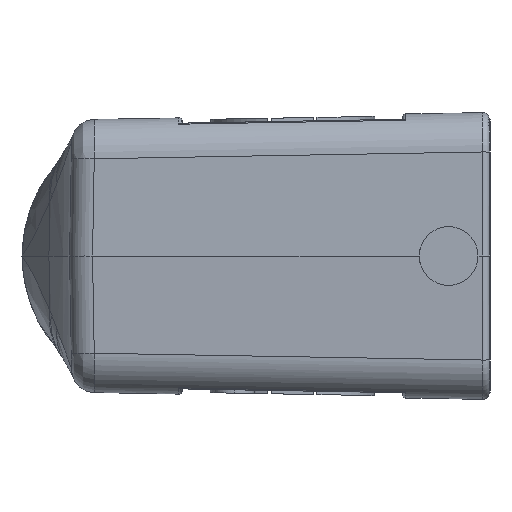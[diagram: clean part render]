
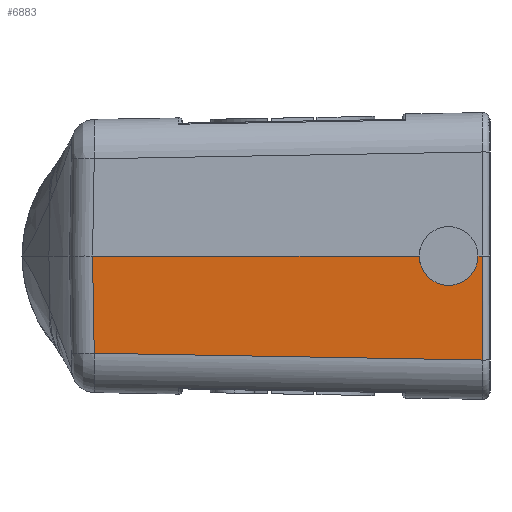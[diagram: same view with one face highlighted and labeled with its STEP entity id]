
A CAD part, left-side view. The second image highlights one B-rep face of the part: STEP entity #6883.
In plain terms, the highlighted planar face has unit normal (-1, 0.018, -0.017).
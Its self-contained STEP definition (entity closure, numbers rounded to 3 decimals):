
#85=CARTESIAN_POINT('',(-46.567,80.5,0.));
#86=CARTESIAN_POINT('',(-46.561,80.5,-0.337));
#87=CARTESIAN_POINT('',(-46.551,80.425,-0.99));
#88=CARTESIAN_POINT('',(-46.54,80.095,-1.931));
#89=CARTESIAN_POINT('',(-46.535,79.568,-2.768));
#90=CARTESIAN_POINT('',(-46.535,78.868,-3.468));
#91=CARTESIAN_POINT('',(-46.54,78.031,-3.995));
#92=CARTESIAN_POINT('',(-46.551,77.09,-4.325));
#93=CARTESIAN_POINT('',(-46.561,76.437,-4.4));
#94=CARTESIAN_POINT('',(-46.567,76.1,-4.4));
#96=CARTESIAN_POINT('',(-46.567,76.1,-4.4));
#97=CARTESIAN_POINT('',(-46.573,75.763,-4.4));
#98=CARTESIAN_POINT('',(-46.585,75.109,-4.325));
#99=CARTESIAN_POINT('',(-46.607,74.169,-3.995));
#100=CARTESIAN_POINT('',(-46.631,73.332,-3.468));
#101=CARTESIAN_POINT('',(-46.656,72.632,-2.768));
#102=CARTESIAN_POINT('',(-46.68,72.105,-1.931));
#103=CARTESIAN_POINT('',(-46.702,71.775,
-0.991));
#104=CARTESIAN_POINT('',(-46.714,71.7,
-0.337));
#105=CARTESIAN_POINT('',(-46.72,71.7,0.));
#107=DIRECTION('',(-0.017,-1.,0.));
#108=VECTOR('',#107,0.683);
#109=CARTESIAN_POINT('',(-46.72,71.7,0.));
#110=LINE('',#109,#108);
#111=DIRECTION('',(0.017,1.,0.017));
#112=VECTOR('',#111,58.207);
#113=CARTESIAN_POINT('',(-46.46,71.017,-15.588));
#114=LINE('',#113,#112);
#115=DIRECTION('',(-0.017,0.017,1.));
#116=VECTOR('',#115,14.577);
#117=CARTESIAN_POINT('',(-45.462,129.207,-14.572));
#118=LINE('',#117,#116);
#119=DIRECTION('',(-0.017,-1.,0.));
#120=VECTOR('',#119,48.969);
#121=CARTESIAN_POINT('',(-45.712,129.462,
0.));
#122=LINE('',#121,#120);
#870=DIRECTION('',(-0.017,0.,1.));
#871=VECTOR('',#870,15.59);
#872=CARTESIAN_POINT('',(-46.46,71.017,-15.588));
#873=LINE('',#872,#871);
#5559=CARTESIAN_POINT('',(-45.462,129.207,
-14.572));
#5560=CARTESIAN_POINT('',(-45.712,129.462,
0.));
#5561=VERTEX_POINT('',#5559);
#5562=VERTEX_POINT('',#5560);
#5563=VERTEX_POINT('',#85);
#5564=VERTEX_POINT('',#94);
#5565=VERTEX_POINT('',#105);
#5566=CARTESIAN_POINT('',(-46.732,71.017,
0.));
#5567=VERTEX_POINT('',#5566);
#5568=CARTESIAN_POINT('',(-46.46,71.017,
-15.588));
#5569=VERTEX_POINT('',#5568);
#6863=CARTESIAN_POINT('',(-46.792,70.,2.412));
#6864=DIRECTION('',(-1.,0.017,-0.017));
#6865=DIRECTION('',(-0.017,0.,1.));
#6866=AXIS2_PLACEMENT_3D('',#6863,#6864,#6865);
#6867=PLANE('',#6866);
#6869=ORIENTED_EDGE('',*,*,#6868,.T.);
#6871=ORIENTED_EDGE('',*,*,#6870,.T.);
#6873=ORIENTED_EDGE('',*,*,#6872,.T.);
#6875=ORIENTED_EDGE('',*,*,#6874,.F.);
#6877=ORIENTED_EDGE('',*,*,#6876,.T.);
#6878=ORIENTED_EDGE('',*,*,#6853,.T.);
#6880=ORIENTED_EDGE('',*,*,#6879,.T.);
#6881=EDGE_LOOP('',(#6869,#6871,#6873,#6875,#6877,#6878,#6880));
#6882=FACE_OUTER_BOUND('',#6881,.F.);
#95=B_SPLINE_CURVE_WITH_KNOTS('',3,(#85,#86,#87,#88,#89,#90,#91,#92,#93,#94),
.UNSPECIFIED.,.F.,.F.,(4,1,1,1,1,1,1,4),(0.,0.143,
0.286,0.429,0.571,0.714,
0.857,1.),.UNSPECIFIED.);
#106=B_SPLINE_CURVE_WITH_KNOTS('',3,(#96,#97,#98,#99,#100,#101,#102,#103,#104,
#105),.UNSPECIFIED.,.F.,.F.,(4,1,1,1,1,1,1,4),(0.,0.143,
0.286,0.429,0.571,0.714,
0.857,1.),.UNSPECIFIED.);
#6853=EDGE_CURVE('',#5561,#5562,#118,.T.);
#6868=EDGE_CURVE('',#5563,#5564,#95,.T.);
#6870=EDGE_CURVE('',#5564,#5565,#106,.T.);
#6872=EDGE_CURVE('',#5565,#5567,#110,.T.);
#6874=EDGE_CURVE('',#5569,#5567,#873,.T.);
#6876=EDGE_CURVE('',#5569,#5561,#114,.T.);
#6879=EDGE_CURVE('',#5562,#5563,#122,.T.);
#6883=ADVANCED_FACE('',(#6882),#6867,.T.);
